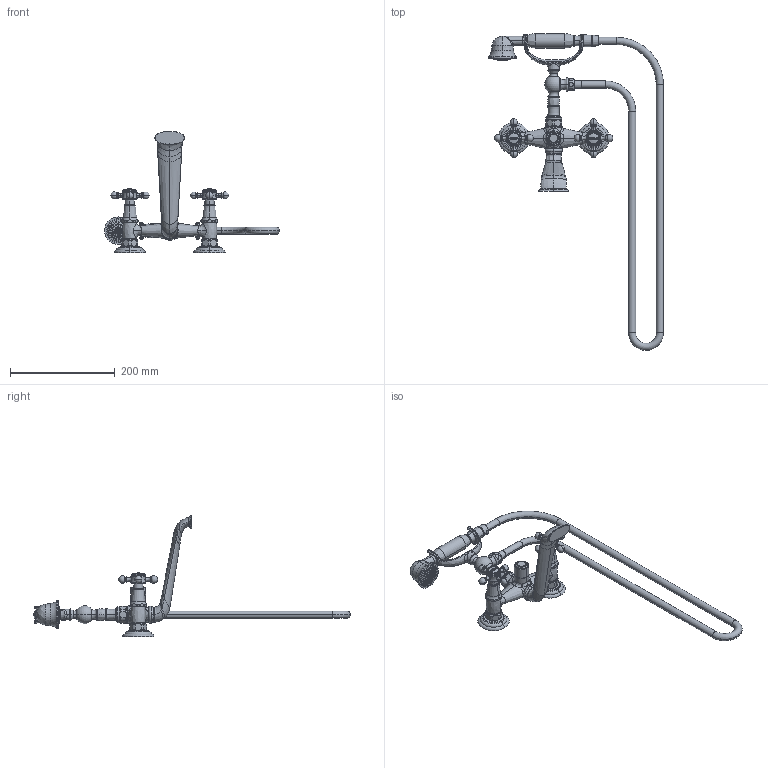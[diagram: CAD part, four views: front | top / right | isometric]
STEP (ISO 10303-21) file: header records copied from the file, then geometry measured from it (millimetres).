
FILE_DESCRIPTION((''),'2;1');
FILE_NAME('934','2021-01-14T14:50:01',('jinson.thomas'),(''),'CREO PARAMETRIC BY PTC INC, 2018400','CREO PARAMETRIC BY PTC INC, 2018400','');
FILE_SCHEMA(('CONFIG_CONTROL_DESIGN'));
Length unit declared in the file: inch
Products named in the file (1): 934
Bounding box: 334.8 x 606.04 x 232.16 mm (x, y, z)
Volume: 818847.3 mm3; surface area: 174164.9 mm2
Topology: 1 solids, 1 shells, 966 faces, 2284 edges, 1410 vertices
Faces by surface type: cylinder 265, torus 194, plane 166, bspline 153, cone 130, sphere 54, extrusion 4
Entity records: 42101 total; most frequent: CARTESIAN_POINT 21330, ORIENTED_EDGE 4520, DIRECTION 4024, EDGE_CURVE 2260, AXIS2_PLACEMENT_3D 1778, VERTEX_POINT 1410, EDGE_LOOP 1084, CIRCLE 969
